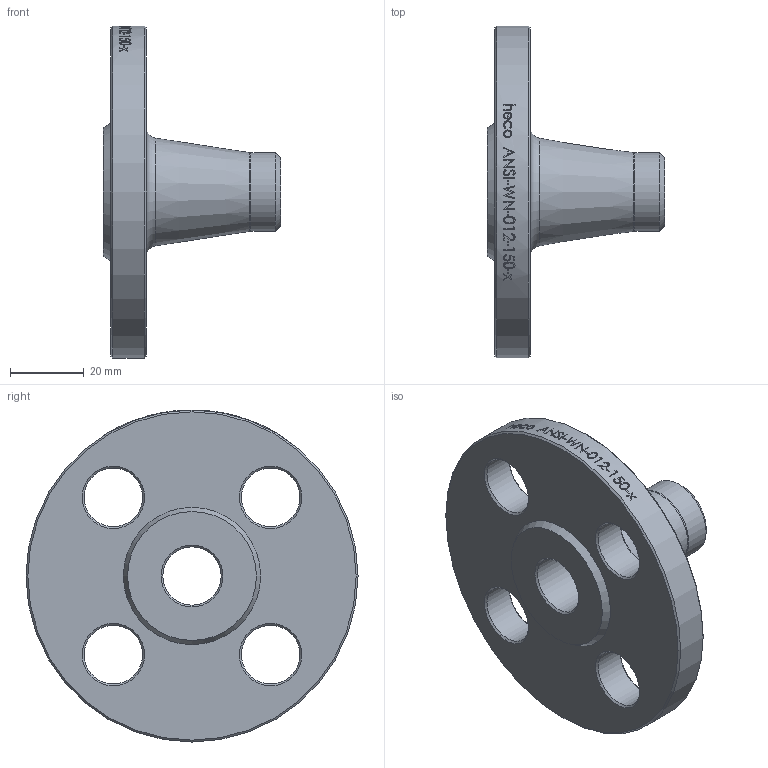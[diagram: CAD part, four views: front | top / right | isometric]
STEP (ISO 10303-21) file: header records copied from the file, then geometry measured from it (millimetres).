
FILE_DESCRIPTION (( 'STEP AP214' ), '1' );
FILE_NAME ('ANSI-WN-012-150-x Vorschweissflansch ASME B16.5 Class150 2102.STEP', '2021-02-06T11:49:59', ( '' ), ( '' ), 'SwSTEP 2.0', 'SolidWorks 2019', '' );
FILE_SCHEMA (( 'AUTOMOTIVE_DESIGN' ));
Length unit declared in the file: millimetre
Products named in the file (1): ANSI-WN-012-150-x Vorschweissflansch ASME B16.5 Class150 2102
Bounding box: 48 x 90 x 90 mm (x, y, z)
Volume: 63687.3 mm3; surface area: 19955.1 mm2
Topology: 1 solids, 1 shells, 53 faces, 260 edges, 236 vertices
Faces by surface type: cylinder 33, cone 14, plane 4, torus 2
Full cylindrical faces by diameter (mm): 15.8 x1, 15.9 x4, 21.3 x1, 90 x1
Entity records: 5041 total; most frequent: CARTESIAN_POINT 2838, ORIENTED_EDGE 456, DIRECTION 297, VERTEX_POINT 228, EDGE_CURVE 228, AXIS2_PLACEMENT_3D 134, B_SPLINE_CURVE_WITH_KNOTS 119, EDGE_LOOP 114
